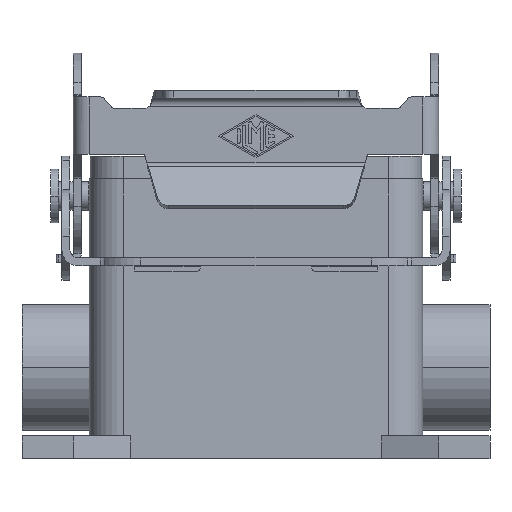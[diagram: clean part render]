
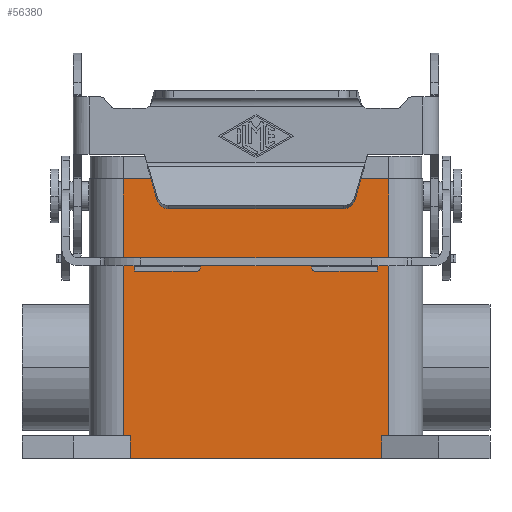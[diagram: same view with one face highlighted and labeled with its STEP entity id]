
A CAD part, front view. The second image highlights one B-rep face of the part: STEP entity #56380.
In plain terms, the highlighted planar face has unit normal (0, -1, 0).
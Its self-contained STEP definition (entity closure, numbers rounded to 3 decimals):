
#50290=CARTESIAN_POINT('',(-23.25,-22.25,3.));
#50300=VERTEX_POINT('',#50290);
#50330=CARTESIAN_POINT('',(-23.25,-22.25,-42.));
#50340=DIRECTION('',(0.,0.,1.));
#50350=VECTOR('',#50340,45.);
#50360=LINE('',#50330,#50350);
#50370=CARTESIAN_POINT('',(-23.25,-22.25,-42.));
#50380=VERTEX_POINT('',#50370);
#50390=EDGE_CURVE('',#50380,#50300,#50360,.T.);
#51390=CARTESIAN_POINT('',(23.25,-22.25,-42.));
#51400=DIRECTION('',(0.,0.,1.));
#51410=VECTOR('',#51400,45.);
#51420=LINE('',#51390,#51410);
#51430=CARTESIAN_POINT('',(23.25,-22.25,-42.));
#51440=VERTEX_POINT('',#51430);
#51450=CARTESIAN_POINT('',(23.25,-22.25,3.));
#51460=VERTEX_POINT('',#51450);
#51470=EDGE_CURVE('',#51440,#51460,#51420,.T.);
#51750=CARTESIAN_POINT('',(23.25,-22.25,3.));
#51760=DIRECTION('',(-1.,0.,0.));
#51770=VECTOR('',#51760,46.5);
#51780=LINE('',#51750,#51770);
#51790=EDGE_CURVE('',#51460,#50300,#51780,.T.);
#52110=CARTESIAN_POINT('',(-22.,-22.25,-42.));
#52120=DIRECTION('',(-1.,0.,0.));
#52130=VECTOR('',#52120,1.25);
#52140=LINE('',#52110,#52130);
#52150=CARTESIAN_POINT('',(-22.,-22.25,-42.));
#52160=VERTEX_POINT('',#52150);
#52170=EDGE_CURVE('',#52160,#50380,#52140,.T.);
#53210=CARTESIAN_POINT('',(22.,-22.25,-42.));
#53220=VERTEX_POINT('',#53210);
#53250=CARTESIAN_POINT('',(23.25,-22.25,-42.));
#53260=DIRECTION('',(-1.,0.,0.));
#53270=VECTOR('',#53260,1.25);
#53280=LINE('',#53250,#53270);
#53290=EDGE_CURVE('',#51440,#53220,#53280,.T.);
#55970=CARTESIAN_POINT('',(22.,-22.25,-46.));
#55980=VERTEX_POINT('',#55970);
#56010=CARTESIAN_POINT('',(22.,-22.25,-46.));
#56020=DIRECTION('',(0.,0.,1.));
#56030=VECTOR('',#56020,4.);
#56040=LINE('',#56010,#56030);
#56050=EDGE_CURVE('',#55980,#53220,#56040,.T.);
#56110=CARTESIAN_POINT('',(22.,-22.25,-46.));
#56120=DIRECTION('',(0.,-1.,0.));
#56130=DIRECTION('',(0.,0.,-1.));
#56140=AXIS2_PLACEMENT_3D('',#56110,#56120,#56130);
#56150=PLANE('',#56140);
#56160=ORIENTED_EDGE('',*,*,#52170,.F.);
#56170=ORIENTED_EDGE('',*,*,#50390,.F.);
#56180=ORIENTED_EDGE('',*,*,#51790,.T.);
#56190=ORIENTED_EDGE('',*,*,#51470,.T.);
#56200=ORIENTED_EDGE('',*,*,#53290,.F.);
#56210=ORIENTED_EDGE('',*,*,#56050,.T.);
#56220=CARTESIAN_POINT('',(22.,-22.25,-46.));
#56230=DIRECTION('',(-1.,0.,0.));
#56240=VECTOR('',#56230,44.);
#56250=LINE('',#56220,#56240);
#56260=CARTESIAN_POINT('',(-22.,-22.25,-46.));
#56270=VERTEX_POINT('',#56260);
#56280=EDGE_CURVE('',#55980,#56270,#56250,.T.);
#56290=ORIENTED_EDGE('',*,*,#56280,.F.);
#56300=CARTESIAN_POINT('',(-22.,-22.25,-46.));
#56310=DIRECTION('',(0.,0.,1.));
#56320=VECTOR('',#56310,4.);
#56330=LINE('',#56300,#56320);
#56340=EDGE_CURVE('',#56270,#52160,#56330,.T.);
#56350=ORIENTED_EDGE('',*,*,#56340,.F.);
#56360=EDGE_LOOP('',(#56350,#56290,#56210,#56200,#56190,#56180,#56170,
#56160));
#56370=FACE_OUTER_BOUND('',#56360,.T.);
#56380=ADVANCED_FACE('',(#56370),#56150,.T.);
